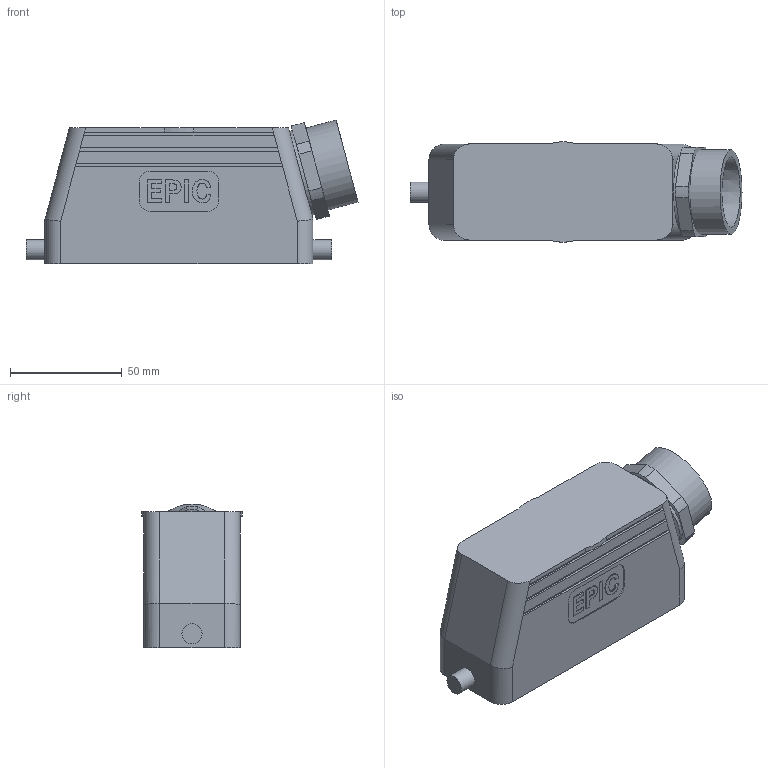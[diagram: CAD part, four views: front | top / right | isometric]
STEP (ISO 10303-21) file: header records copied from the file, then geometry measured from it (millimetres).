
FILE_DESCRIPTION( ( 'Unknown' ), '1' );
FILE_NAME( 'H_B_24_TS_RO_NPT_1.stp', 'Unknown', ( 'Unknown' ), ( 'Unknown' ), 'PSStep 11.0', 'Unknown', ' ' );
FILE_SCHEMA( ( 'AUTOMOTIVE_DESIGN { 1 0 10303 214 1 1 1 1 }' ) );
Length unit declared in the file: millimetre
Products named in the file (1): 1
Bounding box: 148.69 x 45 x 64.42 mm (x, y, z)
Volume: 89972.8 mm3; surface area: 50420 mm2
Topology: 1 solids, 1 shells, 169 faces, 426 edges, 274 vertices
Faces by surface type: plane 126, cylinder 38, extrusion 4, cone 1
Full cylindrical faces by diameter (mm): 2.459 x4, 9 x2, 28 x1, 30.411 x1, 38 x1, 39 x1
Entity records: 6553 total; most frequent: CARTESIAN_POINT 1237, ORIENTED_EDGE 820, DIRECTION 773, EDGE_CURVE 410, VECTOR 279, LINE 275, VERTEX_POINT 269, AXIS2_PLACEMENT_3D 247
